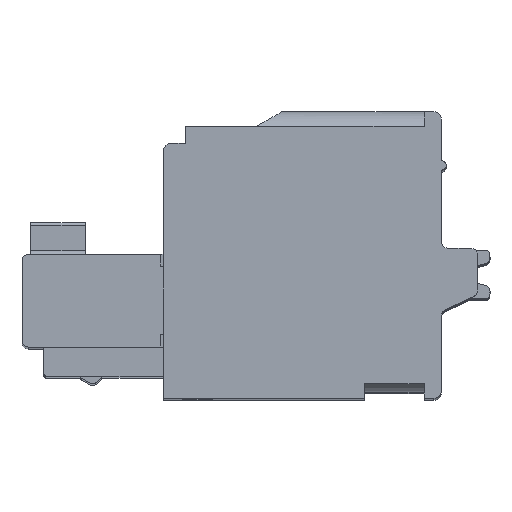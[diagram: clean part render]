
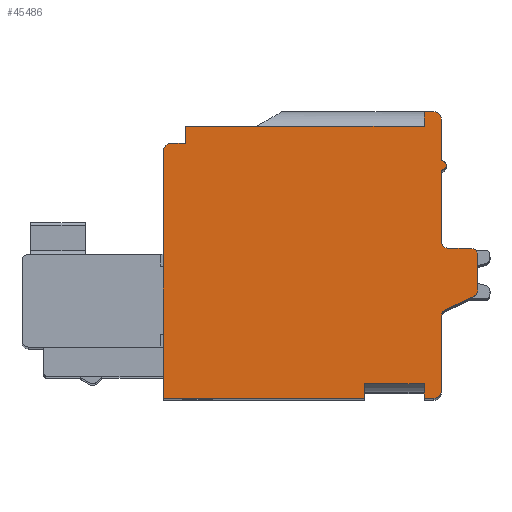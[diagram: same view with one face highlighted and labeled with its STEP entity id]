
A CAD part, top view. The second image highlights one B-rep face of the part: STEP entity #45486.
In plain terms, the highlighted planar face has unit normal (0, 0, 1).
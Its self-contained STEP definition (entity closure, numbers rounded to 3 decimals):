
#353=DIRECTION('',(0.,1.,0.));
#354=VECTOR('',#353,3.059);
#355=CARTESIAN_POINT('',(0.7,0.3,27.5));
#356=LINE('',#355,#354);
#2936=DIRECTION('',(0.,-1.,0.));
#2937=VECTOR('',#2936,0.6);
#2938=CARTESIAN_POINT('',(0.,0.6,27.5));
#2939=LINE('',#2938,#2937);
#9175=DIRECTION('',(0.,-1.,0.));
#9176=VECTOR('',#9175,0.7);
#9177=CARTESIAN_POINT('',(-9.8,11.15,27.5));
#9178=LINE('',#9177,#9176);
#9291=DIRECTION('',(-1.,0.,0.));
#9292=VECTOR('',#9291,9.8);
#9293=CARTESIAN_POINT('',(0.,11.15,27.5));
#9294=LINE('',#9293,#9292);
#10580=CARTESIAN_POINT('',(0.7,9.55,27.5));
#10581=DIRECTION('',(0.,0.,1.));
#10582=DIRECTION('',(0.,-1.,0.));
#10583=AXIS2_PLACEMENT_3D('',#10580,#10581,#10582);
#10750=DIRECTION('',(0.,1.,0.));
#10751=VECTOR('',#10750,2.9);
#10752=CARTESIAN_POINT('',(0.7,6.45,27.5));
#10753=LINE('',#10752,#10751);
#11042=DIRECTION('',(0.,1.,0.));
#11043=VECTOR('',#11042,10.15);
#11044=CARTESIAN_POINT('',(-10.7,0.,27.5));
#11045=LINE('',#11044,#11043);
#11046=CARTESIAN_POINT('',(-10.4,10.15,27.5));
#11047=DIRECTION('',(0.,0.,-1.));
#11048=DIRECTION('',(-1.,0.,0.));
#11049=AXIS2_PLACEMENT_3D('',#11046,#11047,#11048);
#11051=DIRECTION('',(1.,0.,0.));
#11052=VECTOR('',#11051,0.6);
#11053=CARTESIAN_POINT('',(-10.4,10.45,27.5));
#11054=LINE('',#11053,#11052);
#11055=DIRECTION('',(1.,0.,0.));
#11056=VECTOR('',#11055,0.4);
#11057=CARTESIAN_POINT('',(0.,11.75,27.5));
#11058=LINE('',#11057,#11056);
#11059=CARTESIAN_POINT('',(0.4,11.45,27.5));
#11060=DIRECTION('',(0.,0.,-1.));
#11061=DIRECTION('',(0.,1.,0.));
#11062=AXIS2_PLACEMENT_3D('',#11059,#11060,#11061);
#11064=DIRECTION('',(0.,-1.,0.));
#11065=VECTOR('',#11064,1.7);
#11066=CARTESIAN_POINT('',(0.7,11.45,27.5));
#11067=LINE('',#11066,#11065);
#11068=CARTESIAN_POINT('',(1.,6.45,27.5));
#11069=DIRECTION('',(0.,0.,1.));
#11070=DIRECTION('',(-1.,0.,0.));
#11071=AXIS2_PLACEMENT_3D('',#11068,#11069,#11070);
#11073=DIRECTION('',(1.,0.,0.));
#11074=VECTOR('',#11073,0.9);
#11075=CARTESIAN_POINT('',(1.,6.15,27.5));
#11076=LINE('',#11075,#11074);
#11077=CARTESIAN_POINT('',(1.9,5.85,27.5));
#11078=DIRECTION('',(0.,0.,-1.));
#11079=DIRECTION('',(0.,1.,0.));
#11080=AXIS2_PLACEMENT_3D('',#11077,#11078,#11079);
#11082=DIRECTION('',(0.,-1.,0.));
#11083=VECTOR('',#11082,1.409);
#11084=CARTESIAN_POINT('',(2.2,5.85,27.5));
#11085=LINE('',#11084,#11083);
#11086=CARTESIAN_POINT('',(1.9,4.441,27.5));
#11087=DIRECTION('',(0.,0.,-1.));
#11088=DIRECTION('',(1.,0.,0.));
#11089=AXIS2_PLACEMENT_3D('',#11086,#11087,#11088);
#11091=DIRECTION('',(-0.906,-0.423,0.));
#11092=VECTOR('',#11091,1.273);
#11093=CARTESIAN_POINT('',(2.027,4.169,27.5));
#11094=LINE('',#11093,#11092);
#11095=CARTESIAN_POINT('',(1.,3.359,27.5));
#11096=DIRECTION('',(0.,0.,1.));
#11097=DIRECTION('',(-0.423,0.906,0.));
#11098=AXIS2_PLACEMENT_3D('',#11095,#11096,#11097);
#11100=CARTESIAN_POINT('',(0.4,0.3,27.5));
#11101=DIRECTION('',(0.,0.,-1.));
#11102=DIRECTION('',(1.,0.,0.));
#11103=AXIS2_PLACEMENT_3D('',#11100,#11101,#11102);
#11105=DIRECTION('',(-1.,0.,0.));
#11106=VECTOR('',#11105,0.4);
#11107=CARTESIAN_POINT('',(0.4,0.,27.5));
#11108=LINE('',#11107,#11106);
#11109=DIRECTION('',(0.,-1.,0.));
#11110=VECTOR('',#11109,0.6);
#11111=CARTESIAN_POINT('',(-2.45,0.6,27.5));
#11112=LINE('',#11111,#11110);
#11113=DIRECTION('',(-1.,0.,0.));
#11114=VECTOR('',#11113,8.25);
#11115=CARTESIAN_POINT('',(-2.45,0.,27.5));
#11116=LINE('',#11115,#11114);
#11348=DIRECTION('',(0.,-1.,0.));
#11349=VECTOR('',#11348,0.6);
#11350=CARTESIAN_POINT('',(0.,11.75,27.5));
#11351=LINE('',#11350,#11349);
#11410=DIRECTION('',(1.,0.,0.));
#11411=VECTOR('',#11410,2.45);
#11412=CARTESIAN_POINT('',(-2.45,0.6,27.5));
#11413=LINE('',#11412,#11411);
#30668=CARTESIAN_POINT('',(-2.45,0.,27.5));
#30669=CARTESIAN_POINT('',(-10.7,0.,27.5));
#30670=VERTEX_POINT('',#30668);
#30671=VERTEX_POINT('',#30669);
#30724=CARTESIAN_POINT('',(-10.7,10.15,27.5));
#30725=VERTEX_POINT('',#30724);
#30866=CARTESIAN_POINT('',(-9.8,11.15,27.5));
#30867=CARTESIAN_POINT('',(-9.8,10.45,27.5));
#30868=VERTEX_POINT('',#30866);
#30869=VERTEX_POINT('',#30867);
#30886=CARTESIAN_POINT('',(0.,11.15,27.5));
#30887=VERTEX_POINT('',#30886);
#30906=CARTESIAN_POINT('',(0.,11.75,27.5));
#30907=CARTESIAN_POINT('',(0.4,11.75,27.5));
#30908=VERTEX_POINT('',#30906);
#30909=VERTEX_POINT('',#30907);
#30910=CARTESIAN_POINT('',(0.7,11.45,27.5));
#30911=VERTEX_POINT('',#30910);
#30920=CARTESIAN_POINT('',(0.7,9.75,27.5));
#30921=VERTEX_POINT('',#30920);
#30930=CARTESIAN_POINT('',(0.7,6.45,27.5));
#30931=VERTEX_POINT('',#30930);
#30932=CARTESIAN_POINT('',(0.7,9.35,27.5));
#30933=VERTEX_POINT('',#30932);
#30948=CARTESIAN_POINT('',(0.7,0.3,27.5));
#30949=CARTESIAN_POINT('',(0.7,3.359,27.5));
#30950=VERTEX_POINT('',#30948);
#30951=VERTEX_POINT('',#30949);
#30986=CARTESIAN_POINT('',(0.4,0.,27.5));
#30987=VERTEX_POINT('',#30986);
#30988=CARTESIAN_POINT('',(0.,0.,27.5));
#30989=VERTEX_POINT('',#30988);
#30991=CARTESIAN_POINT('',(0.,0.6,27.5));
#30993=VERTEX_POINT('',#30991);
#30998=CARTESIAN_POINT('',(-2.45,0.6,27.5));
#30999=VERTEX_POINT('',#30998);
#31002=CARTESIAN_POINT('',(-10.4,10.45,27.5));
#31003=VERTEX_POINT('',#31002);
#31004=CARTESIAN_POINT('',(1.,6.15,27.5));
#31005=VERTEX_POINT('',#31004);
#31006=CARTESIAN_POINT('',(1.9,6.15,27.5));
#31007=VERTEX_POINT('',#31006);
#31008=CARTESIAN_POINT('',(2.2,5.85,27.5));
#31009=VERTEX_POINT('',#31008);
#31010=CARTESIAN_POINT('',(2.2,4.441,27.5));
#31011=VERTEX_POINT('',#31010);
#31012=CARTESIAN_POINT('',(2.027,4.169,27.5));
#31013=VERTEX_POINT('',#31012);
#31014=CARTESIAN_POINT('',(0.873,3.631,27.5));
#31015=VERTEX_POINT('',#31014);
#45444=CARTESIAN_POINT('',(-1.384,8.507,27.5));
#45445=DIRECTION('',(0.,0.,1.));
#45446=DIRECTION('',(1.,0.,0.));
#45447=AXIS2_PLACEMENT_3D('',#45444,#45445,#45446);
#45448=PLANE('',#45447);
#45449=ORIENTED_EDGE('',*,*,#37205,.T.);
#45451=ORIENTED_EDGE('',*,*,#45450,.T.);
#45453=ORIENTED_EDGE('',*,*,#45452,.T.);
#45454=ORIENTED_EDGE('',*,*,#42938,.F.);
#45455=ORIENTED_EDGE('',*,*,#43117,.F.);
#45457=ORIENTED_EDGE('',*,*,#45456,.F.);
#45458=ORIENTED_EDGE('',*,*,#44773,.T.);
#45459=ORIENTED_EDGE('',*,*,#44826,.T.);
#45460=ORIENTED_EDGE('',*,*,#44849,.T.);
#45461=ORIENTED_EDGE('',*,*,#45008,.F.);
#45462=ORIENTED_EDGE('',*,*,#45088,.F.);
#45464=ORIENTED_EDGE('',*,*,#45463,.T.);
#45466=ORIENTED_EDGE('',*,*,#45465,.T.);
#45468=ORIENTED_EDGE('',*,*,#45467,.T.);
#45470=ORIENTED_EDGE('',*,*,#45469,.T.);
#45472=ORIENTED_EDGE('',*,*,#45471,.T.);
#45474=ORIENTED_EDGE('',*,*,#45473,.T.);
#45475=ORIENTED_EDGE('',*,*,#45435,.T.);
#45476=ORIENTED_EDGE('',*,*,#31344,.F.);
#45477=ORIENTED_EDGE('',*,*,#34169,.T.);
#45478=ORIENTED_EDGE('',*,*,#34184,.T.);
#45479=ORIENTED_EDGE('',*,*,#34203,.F.);
#45481=ORIENTED_EDGE('',*,*,#45480,.F.);
#45482=ORIENTED_EDGE('',*,*,#34305,.T.);
#45483=ORIENTED_EDGE('',*,*,#34396,.T.);
#45484=EDGE_LOOP('',(#45449,#45451,#45453,#45454,#45455,#45457,#45458,#45459,
#45460,#45461,#45462,#45464,#45466,#45468,#45470,#45472,#45474,#45475,#45476,
#45477,#45478,#45479,#45481,#45482,#45483));
#45485=FACE_OUTER_BOUND('',#45484,.F.);
#10584=CIRCLE('',#10583,0.2);
#11050=CIRCLE('',#11049,0.3);
#11063=CIRCLE('',#11062,0.3);
#11072=CIRCLE('',#11071,0.3);
#11081=CIRCLE('',#11080,0.3);
#11090=CIRCLE('',#11089,0.3);
#11099=CIRCLE('',#11098,0.3);
#11104=CIRCLE('',#11103,0.3);
#31344=EDGE_CURVE('',#30950,#30951,#356,.T.);
#34169=EDGE_CURVE('',#30950,#30987,#11104,.T.);
#34184=EDGE_CURVE('',#30987,#30989,#11108,.T.);
#34203=EDGE_CURVE('',#30993,#30989,#2939,.T.);
#34305=EDGE_CURVE('',#30999,#30670,#11112,.T.);
#34396=EDGE_CURVE('',#30670,#30671,#11116,.T.);
#37205=EDGE_CURVE('',#30671,#30725,#11045,.T.);
#42938=EDGE_CURVE('',#30868,#30869,#9178,.T.);
#43117=EDGE_CURVE('',#30887,#30868,#9294,.T.);
#44773=EDGE_CURVE('',#30908,#30909,#11058,.T.);
#44826=EDGE_CURVE('',#30909,#30911,#11063,.T.);
#44849=EDGE_CURVE('',#30911,#30921,#11067,.T.);
#45008=EDGE_CURVE('',#30933,#30921,#10584,.T.);
#45088=EDGE_CURVE('',#30931,#30933,#10753,.T.);
#45435=EDGE_CURVE('',#31015,#30951,#11099,.T.);
#45450=EDGE_CURVE('',#30725,#31003,#11050,.T.);
#45452=EDGE_CURVE('',#31003,#30869,#11054,.T.);
#45456=EDGE_CURVE('',#30908,#30887,#11351,.T.);
#45463=EDGE_CURVE('',#30931,#31005,#11072,.T.);
#45465=EDGE_CURVE('',#31005,#31007,#11076,.T.);
#45467=EDGE_CURVE('',#31007,#31009,#11081,.T.);
#45469=EDGE_CURVE('',#31009,#31011,#11085,.T.);
#45471=EDGE_CURVE('',#31011,#31013,#11090,.T.);
#45473=EDGE_CURVE('',#31013,#31015,#11094,.T.);
#45480=EDGE_CURVE('',#30999,#30993,#11413,.T.);
#45486=ADVANCED_FACE('',(#45485),#45448,.T.);
